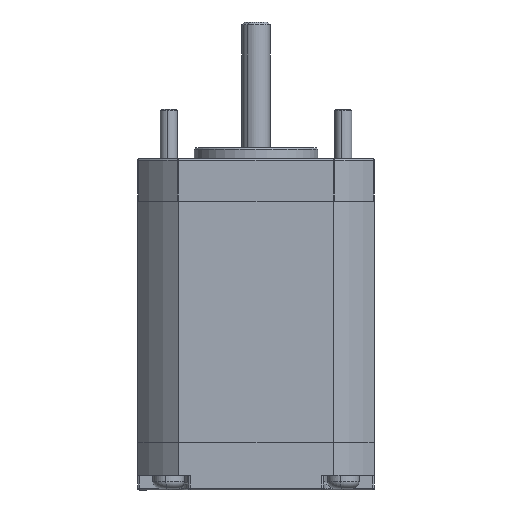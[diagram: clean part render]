
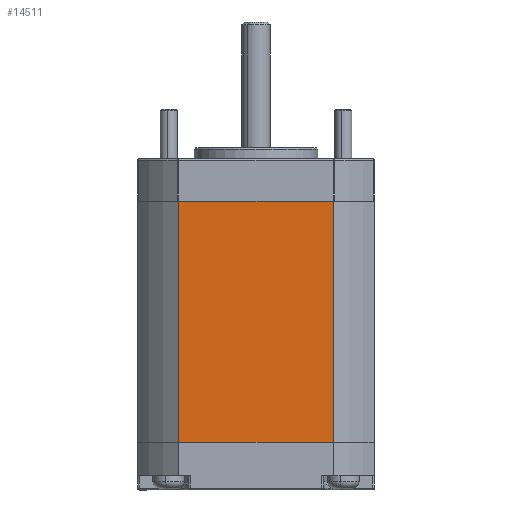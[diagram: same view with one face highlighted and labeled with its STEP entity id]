
A CAD part, front view. The second image highlights one B-rep face of the part: STEP entity #14511.
In plain terms, the highlighted planar face has unit normal (0, -1, 0).
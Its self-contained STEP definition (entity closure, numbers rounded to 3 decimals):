
#476 = VERTEX_POINT ( 'NONE', #6436 ) ;
#573 = VECTOR ( 'NONE', #14366, 1000. ) ;
#582 = CARTESIAN_POINT ( 'NONE',  ( -13.748, -21., -7.5 ) ) ;
#1194 = EDGE_CURVE ( 'Defeatured_1_67+Defeatured_1_66+Defeatured_1_11+Defeatured_1_264', #5894, #3656, #4303, .T. ) ;
#2244 = ORIENTED_EDGE ( 'NONE', *, *, #12987, .F. ) ;
#2451 = EDGE_CURVE ( 'Defeatured_1_66+Defeatured_1_265+Defeatured_1_65+Defeatured_1_67', #476, #3656, #11028, .T. ) ;
#3656 = VERTEX_POINT ( 'NONE', #6494 ) ;
#4303 = LINE ( 'NONE', #6415, #573 ) ;
#4755 = CARTESIAN_POINT ( 'NONE',  ( 13.748, -21., -7.5 ) ) ;
#5344 = VERTEX_POINT ( 'NONE', #582 ) ;
#5714 = VECTOR ( 'NONE', #13578, 1000. ) ;
#5788 = DIRECTION ( 'NONE',  ( 0., 1., 0. ) ) ;
#5894 = VERTEX_POINT ( 'NONE', #10782 ) ;
#6159 = EDGE_LOOP ( 'NONE', ( #12179, #12770, #2244, #12796 ) ) ;
#6415 = CARTESIAN_POINT ( 'NONE',  ( 13.748, -21., -7.5 ) ) ;
#6436 = CARTESIAN_POINT ( 'NONE',  ( -13.748, -21., -50.3 ) ) ;
#6494 = CARTESIAN_POINT ( 'NONE',  ( 13.748, -21., -50.3 ) ) ;
#6774 = CARTESIAN_POINT ( 'NONE',  ( -13.748, -21., -7.5 ) ) ;
#7884 = DIRECTION ( 'NONE',  ( 0., 0., -1. ) ) ;
#7998 = CARTESIAN_POINT ( 'NONE',  ( 13.748, -21., -50.3 ) ) ;
#8116 = DIRECTION ( 'NONE',  ( 1., 0., 0. ) ) ;
#8235 = PLANE ( 'NONE',  #14193 ) ;
#9052 = VECTOR ( 'NONE', #8116, 1000. ) ;
#9151 = VECTOR ( 'NONE', #7884, 1000. ) ;
#9825 = EDGE_CURVE ( 'Defeatured_1_66+Defeatured_1_65+Defeatured_1_18+Defeatured_1_265', #5344, #476, #13651, .T. ) ;
#10782 = CARTESIAN_POINT ( 'NONE',  ( 13.748, -21., -7.5 ) ) ;
#11028 = LINE ( 'NONE', #7998, #5714 ) ;
#11379 = FACE_OUTER_BOUND ( 'NONE', #6159, .T. ) ;
#11947 = LINE ( 'NONE', #13913, #9052 ) ;
#12179 = ORIENTED_EDGE ( 'NONE', *, *, #2451, .T. ) ;
#12595 = DIRECTION ( 'NONE',  ( 0., 0., 1. ) ) ;
#12770 = ORIENTED_EDGE ( 'NONE', *, *, #1194, .F. ) ;
#12796 = ORIENTED_EDGE ( 'NONE', *, *, #9825, .T. ) ;
#12987 = EDGE_CURVE ( 'Defeatured_1_18+Defeatured_1_66+Defeatured_1_10+Defeatured_1_11', #5344, #5894, #11947, .T. ) ;
#13578 = DIRECTION ( 'NONE',  ( 1., 0., 0. ) ) ;
#13651 = LINE ( 'NONE', #6774, #9151 ) ;
#13913 = CARTESIAN_POINT ( 'NONE',  ( 13.748, -21., -7.5 ) ) ;
#14193 = AXIS2_PLACEMENT_3D ( 'NONE', #4755, #5788, #12595 ) ;
#14366 = DIRECTION ( 'NONE',  ( 0., 0., -1. ) ) ;
#14511 = ADVANCED_FACE ( 'Defeatured_1_66', ( #11379 ), #8235, .F. ) ;
